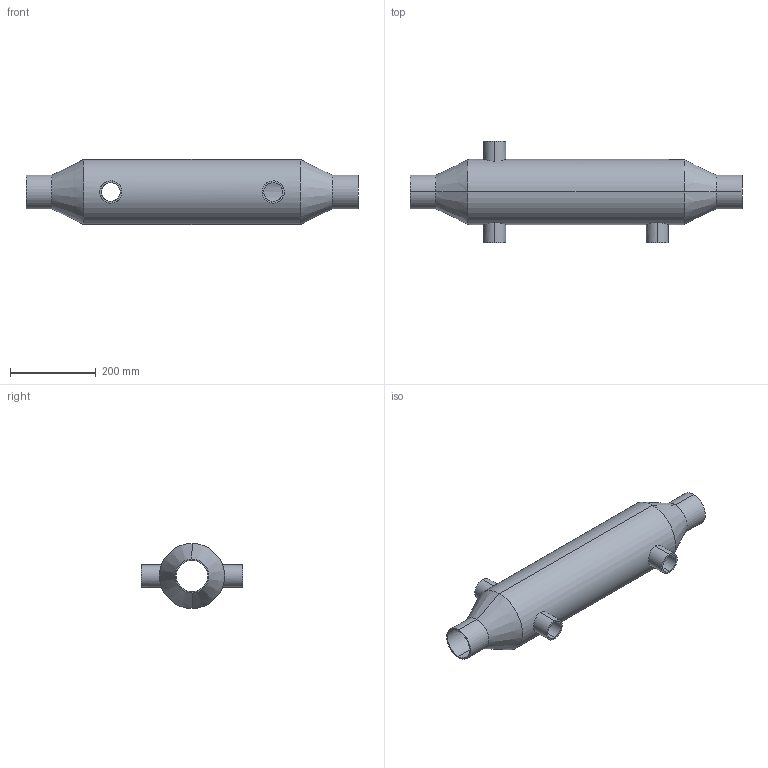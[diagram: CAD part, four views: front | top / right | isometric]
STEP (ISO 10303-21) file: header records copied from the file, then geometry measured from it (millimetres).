
FILE_DESCRIPTION (( 'STEP AP203' ), '1' );
FILE_NAME ('carcasa.STEP', '2024-04-30T14:23:45', ( '' ), ( '' ), 'SwSTEP 2.0', 'SolidWorks 2023', '' );
FILE_SCHEMA (( 'CONFIG_CONTROL_DESIGN' ));
Length unit declared in the file: millimetre
Products named in the file (1): carcasa
Bounding box: 776 x 237.18 x 152 mm (x, y, z)
Volume: 1039497.5 mm3; surface area: 682270.2 mm2
Topology: 1 solids, 1 shells, 37 faces, 80 edges, 48 vertices
Faces by surface type: cylinder 24, cone 8, plane 5
Entity records: 1755 total; most frequent: CARTESIAN_POINT 850, DIRECTION 180, ORIENTED_EDGE 160, EDGE_CURVE 80, AXIS2_PLACEMENT_3D 74, EDGE_LOOP 48, VERTEX_POINT 48, ADVANCED_FACE 37
